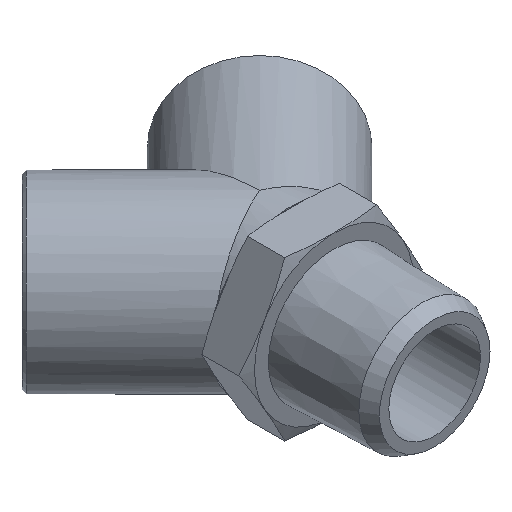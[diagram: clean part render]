
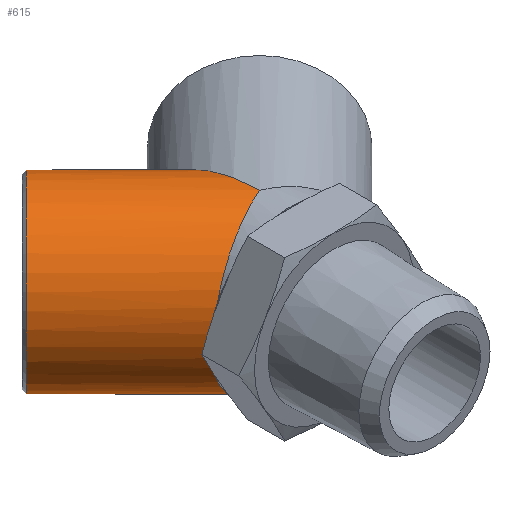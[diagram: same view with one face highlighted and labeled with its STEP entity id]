
A CAD part, isometric view. The second image highlights one B-rep face of the part: STEP entity #615.
In plain terms, the highlighted cylindrical face has radius 13 mm (diameter 26 mm), a full revolution.
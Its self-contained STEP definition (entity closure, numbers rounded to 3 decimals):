
#79=ELLIPSE('',#698,14.071,13.);
#81=ELLIPSE('',#701,18.385,13.);
#82=ELLIPSE('',#703,14.071,13.);
#110=B_SPLINE_CURVE_WITH_KNOTS('',3,(#1155,#1156,#1157,#1158,#1159,#1160,
#1161),.UNSPECIFIED.,.F.,.F.,(4,1,1,1,4),(0.,0.003,
0.005,0.008,0.01),
 .UNSPECIFIED.);
#225=ORIENTED_EDGE('',*,*,#340,.F.);
#226=ORIENTED_EDGE('',*,*,#343,.F.);
#227=ORIENTED_EDGE('',*,*,#346,.T.);
#228=ORIENTED_EDGE('',*,*,#347,.F.);
#229=ORIENTED_EDGE('',*,*,#349,.F.);
#340=EDGE_CURVE('',#403,#403,#441,.T.);
#343=EDGE_CURVE('',#406,#404,#79,.F.);
#346=EDGE_CURVE('',#406,#408,#81,.T.);
#347=EDGE_CURVE('',#409,#408,#82,.F.);
#349=EDGE_CURVE('',#404,#409,#110,.T.);
#403=VERTEX_POINT('',#1130);
#404=VERTEX_POINT('',#1133);
#406=VERTEX_POINT('',#1136);
#408=VERTEX_POINT('',#1148);
#409=VERTEX_POINT('',#1152);
#441=CIRCLE('',#694,13.);
#493=EDGE_LOOP('',(#225));
#494=EDGE_LOOP('',(#226,#227,#228,#229));
#555=FACE_BOUND('',#493,.T.);
#556=FACE_BOUND('',#494,.T.);
#580=CYLINDRICAL_SURFACE('',#705,13.);
#615=ADVANCED_FACE('',(#555,#556),#580,.T.);
#694=AXIS2_PLACEMENT_3D('',#1129,#847,#848);
#698=AXIS2_PLACEMENT_3D('',#1137,#855,#856);
#701=AXIS2_PLACEMENT_3D('',#1149,#861,#862);
#703=AXIS2_PLACEMENT_3D('',#1151,#865,#866);
#705=AXIS2_PLACEMENT_3D('',#1154,#869,#870);
#847=DIRECTION('',(-0.707,0.707,0.));
#848=DIRECTION('',(-0.707,-0.707,0.));
#855=DIRECTION('',(-0.383,0.924,0.));
#856=DIRECTION('',(-0.924,-0.383,0.));
#861=DIRECTION('',(-1.,0.,0.));
#862=DIRECTION('',(0.,-1.,0.));
#865=DIRECTION('',(-0.383,0.924,0.));
#866=DIRECTION('',(-0.924,-0.383,0.));
#869=DIRECTION('',(-0.707,0.707,0.));
#870=DIRECTION('',(-0.707,-0.707,0.));
#1129=CARTESIAN_POINT('',(-19.104,19.104,0.));
#1130=CARTESIAN_POINT('',(-28.296,9.912,0.));
#1133=CARTESIAN_POINT('',(-12.041,-4.988,4.901));
#1136=CARTESIAN_POINT('',(0.,0.,13.));
#1137=CARTESIAN_POINT('',(0.,0.,0.));
#1148=CARTESIAN_POINT('',(0.,0.,-13.));
#1149=CARTESIAN_POINT('',(0.,0.,0.));
#1151=CARTESIAN_POINT('',(0.,0.,0.));
#1152=CARTESIAN_POINT('',(-12.041,-4.988,-4.901));
#1154=CARTESIAN_POINT('',(-21.213,21.213,0.));
#1155=CARTESIAN_POINT('',(-12.041,-4.988,4.901));
#1156=CARTESIAN_POINT('',(-12.451,-5.013,4.145));
#1157=CARTESIAN_POINT('',(-13.086,-5.055,2.563));
#1158=CARTESIAN_POINT('',(-13.427,-5.08,0.));
#1159=CARTESIAN_POINT('',(-13.087,-5.055,-2.562));
#1160=CARTESIAN_POINT('',(-12.451,-5.013,-4.145));
#1161=CARTESIAN_POINT('',(-12.041,-4.988,-4.901));
